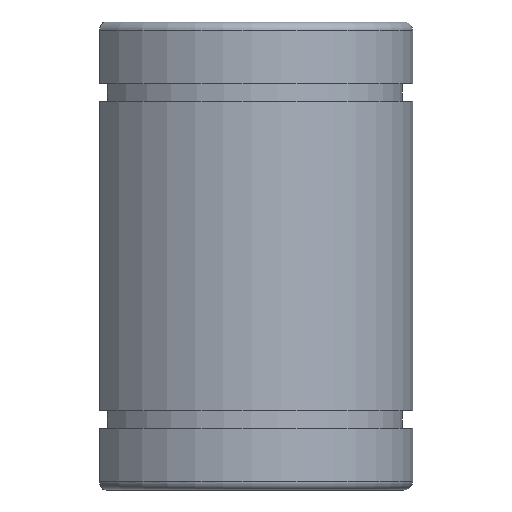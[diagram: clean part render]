
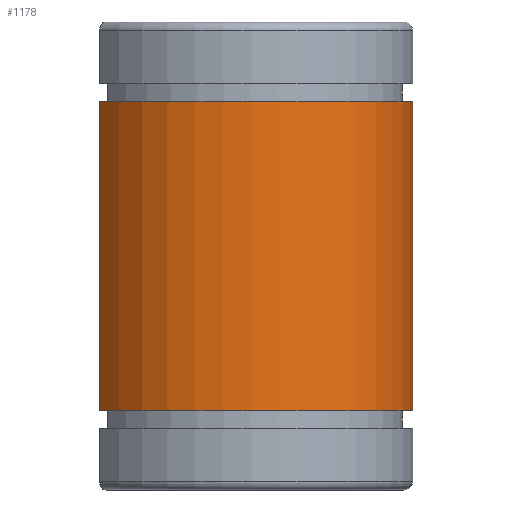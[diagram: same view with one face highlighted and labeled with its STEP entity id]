
A CAD part, left-side view. The second image highlights one B-rep face of the part: STEP entity #1178.
In plain terms, the highlighted cylindrical face has radius 14.287 mm (diameter 28.575 mm), a partial arc.
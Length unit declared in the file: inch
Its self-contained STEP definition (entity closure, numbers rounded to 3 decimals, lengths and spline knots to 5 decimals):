
#70 = DIRECTION ( 'NONE',  ( 0., 0., 1. ) ) ;
#71 = ORIENTED_EDGE ( 'NONE', *, *, #1211, .T. ) ;
#126 = AXIS2_PLACEMENT_3D ( 'NONE', #1121, #70, #1141 ) ;
#179 = CARTESIAN_POINT ( 'NONE',  ( 0., -0.5625, 0.72205 ) ) ;
#191 = VECTOR ( 'NONE', #523, 39.37008 ) ;
#295 = CARTESIAN_POINT ( 'NONE',  ( -0.34833, 0.44167, -0.49605 ) ) ;
#305 = DIRECTION ( 'NONE',  ( 0., 0., 1. ) ) ;
#338 = VERTEX_POINT ( 'NONE', #1478 ) ;
#376 = VERTEX_POINT ( 'NONE', #1199 ) ;
#508 = LINE ( 'NONE', #179, #191 ) ;
#523 = DIRECTION ( 'NONE',  ( 0., 0., 1. ) ) ;
#543 = ORIENTED_EDGE ( 'NONE', *, *, #552, .F. ) ;
#552 = EDGE_CURVE ( 'NONE', #376, #338, #804, .T. ) ;
#561 = DIRECTION ( 'NONE',  ( 0., 0., 1. ) ) ;
#581 = CARTESIAN_POINT ( 'NONE',  ( 0., -0.5625, -0.49605 ) ) ;
#616 = VERTEX_POINT ( 'NONE', #581 ) ;
#674 = CARTESIAN_POINT ( 'NONE',  ( -0.34833, 0.44167, 0.72205 ) ) ;
#701 = ORIENTED_EDGE ( 'NONE', *, *, #1081, .T. ) ;
#765 = CARTESIAN_POINT ( 'NONE',  ( 0., 0., -0.49605 ) ) ;
#777 = CARTESIAN_POINT ( 'NONE',  ( 0., 0., 0.49605 ) ) ;
#779 = CYLINDRICAL_SURFACE ( 'NONE', #126, 0.5625 ) ;
#804 = CIRCLE ( 'NONE', #1326, 0.5625 ) ;
#856 = AXIS2_PLACEMENT_3D ( 'NONE', #765, #880, #1465 ) ;
#880 = DIRECTION ( 'NONE',  ( 0., 0., 1. ) ) ;
#997 = VECTOR ( 'NONE', #561, 39.37008 ) ;
#1014 = LINE ( 'NONE', #674, #997 ) ;
#1033 = VERTEX_POINT ( 'NONE', #295 ) ;
#1081 = EDGE_CURVE ( 'NONE', #616, #338, #508, .T. ) ;
#1121 = CARTESIAN_POINT ( 'NONE',  ( 0., 0., 0.72205 ) ) ;
#1141 = DIRECTION ( 'NONE',  ( 0., -1., 0. ) ) ;
#1148 = CIRCLE ( 'NONE', #856, 0.5625 ) ;
#1178 = ADVANCED_FACE ( 'NONE', ( #1241 ), #779, .T. ) ;
#1199 = CARTESIAN_POINT ( 'NONE',  ( -0.34833, 0.44167, 0.49605 ) ) ;
#1211 = EDGE_CURVE ( 'NONE', #1033, #616, #1148, .T. ) ;
#1241 = FACE_OUTER_BOUND ( 'NONE', #1453, .T. ) ;
#1319 = EDGE_CURVE ( 'NONE', #1033, #376, #1014, .T. ) ;
#1326 = AXIS2_PLACEMENT_3D ( 'NONE', #777, #305, #1443 ) ;
#1356 = ORIENTED_EDGE ( 'NONE', *, *, #1319, .F. ) ;
#1443 = DIRECTION ( 'NONE',  ( 0., -1., 0. ) ) ;
#1453 = EDGE_LOOP ( 'NONE', ( #71, #701, #543, #1356 ) ) ;
#1465 = DIRECTION ( 'NONE',  ( 0., -1., 0. ) ) ;
#1478 = CARTESIAN_POINT ( 'NONE',  ( 0., -0.5625, 0.49605 ) ) ;
